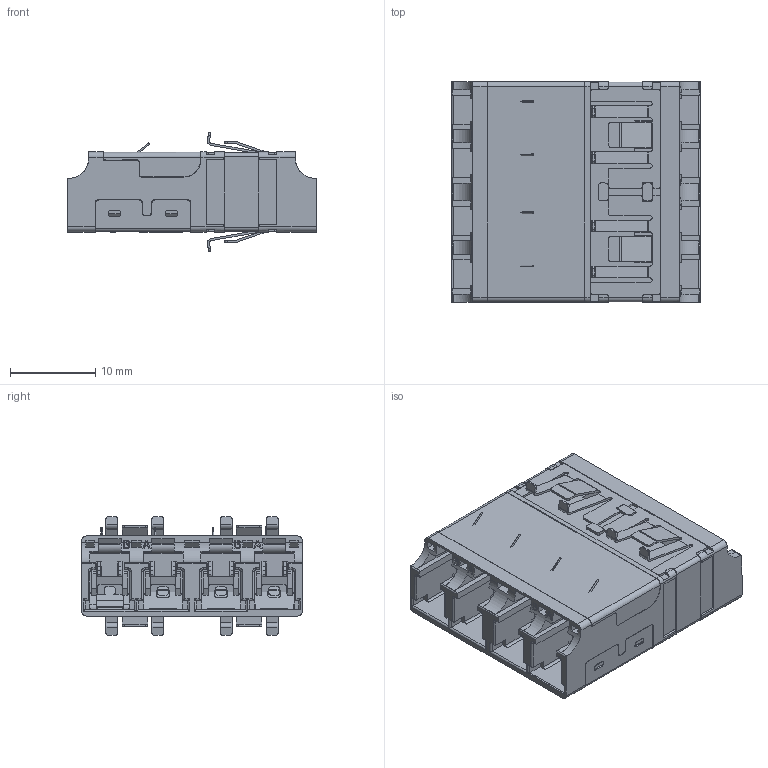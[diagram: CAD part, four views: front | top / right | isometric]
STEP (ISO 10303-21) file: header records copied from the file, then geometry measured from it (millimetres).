
FILE_DESCRIPTION (( 'STEP AP214' ), '1' );
FILE_NAME ('FOA-837-AQU_3D.step', '2023-03-08T22:41:01', ( '' ), ( '' ), 'SwSTEP 2.0', 'SolidWorks 2022', '' );
FILE_SCHEMA (( 'AUTOMOTIVE_DESIGN' ));
Length unit declared in the file: inch
Products named in the file (12): Copy of STM-0912-C LC Duplex  Slim-Pack IS Adapter Up Shutter Spring  V1.0.igs_1^Copy of STCD-0869-4 LC Quad Slim-Pack IS Adapter with Vertical Stable Spring V14.igs_FOA-837-AQU; FOA-837-AQU_3D; Copy of STM-0911 LC Quad Slim-Pack Adapter Down Base2018.12.03.igs^Copy of STCD-0869-4 LC Quad Slim-Pack IS Adapter with Vertical Stable Spring V14.igs_FOA-837-AQU; Copy of STS-0396  Quad internal shutter shaft  V1.0.igs^Copy of STCD-0869-4 LC Quad Slim-Pack IS Adapter with Vertical Stable Spring V14.igs_FOA-837-AQU; Copy of STM-0857-2 Down Shutter Plate Spring 2018.12.03 ï¼ˆR2.0).igs_1^Copy of STCD-0869-4 LC Quad Slim-Pack IS Adapter with Vertical Stable Spring V14.igs_FOA-837-AQU; Copy of STM-0901 LC Quad Slim-Pack Internal Shutter Adapter Housing2018.12.12.igs^Copy of STCD-0869-4 LC Quad Slim-Pack IS Adapter with Vertical Stable Spring V14.igs_FOA-837-AQU; Copy of FOP-0250 Split Sleeve.igs_1^Copy of STCD-0869-4 LC Quad Slim-Pack IS Adapter with Vertical Stable Spring V14.igs_FOA-837-AQU; Copy of STCD-0869-4 LC Quad Slim-Pack IS Adapter with Vertical Stable Spring V14.igs^FOA-837-AQU; Copy of STM-0907 LC Quad Slim-pack Adapter Up Base V1.2.igs^Copy of STCD-0869-4 LC Quad Slim-Pack IS Adapter with Vertical Stable Spring V14.igs_FOA-837-AQU; Copy of STM-0909 LC Duplex (Quad) Slim-Pack Adapter Down Shutter2018.12.03.igs_1^Copy of STCD-0869-4 LC Quad Slim-Pack IS Adapter with Vertical Stable Spring V14.igs_FOA-837-AQU; Copy of STM-0898 LC Duplex (Quad) Slim-Pack Adapter Vertical Stable V2.1.igs^Copy of STCD-0869-4 LC Quad Slim-Pack IS Adapter with Vertical Stable Spring V14.igs_FOA-837-AQU; Copy of STM-0908  LC Duplex (Quad) Slim-Pack Adapter Up Shutter2018.12.03.igs_1^Copy of STCD-0869-4 LC Quad Slim-Pack IS Adapter with Vertical Stable Spring V14.igs_FOA-837-AQU
Assembly tree (25 placements, depth 3):
  FOA-837-AQU_3D
    Copy of STCD-0869-4 LC Quad Slim-Pack IS Adapter with Vertical Stable Spring V14.igs^FOA-837-AQU
      Copy of STS-0396  Quad internal shutter shaft  V1.0.igs^Copy of STCD-0869-4 LC Quad Slim-Pack IS Adapter with Vertical Stable Spring V14.igs_FOA-837-AQU
      Copy of STM-0908  LC Duplex (Quad) Slim-Pack Adapter Up Shutter2018.12.03.igs_1^Copy of STCD-0869-4 LC Quad Slim-Pack IS Adapter with Vertical Stable Spring V14.igs_FOA-837-AQU  x4
      Copy of STM-0909 LC Duplex (Quad) Slim-Pack Adapter Down Shutter2018.12.03.igs_1^Copy of STCD-0869-4 LC Quad Slim-Pack IS Adapter with Vertical Stable Spring V14.igs_FOA-837-AQU  x4
      Copy of STM-0857-2 Down Shutter Plate Spring 2018.12.03 ï¼ˆR2.0).igs_1^Copy of STCD-0869-4 LC Quad Slim-Pack IS Adapter with Vertical Stable Spring V14.igs_FOA-837-AQU  x2
      Copy of STM-0911 LC Quad Slim-Pack Adapter Down Base2018.12.03.igs^Copy of STCD-0869-4 LC Quad Slim-Pack IS Adapter with Vertical Stable Spring V14.igs_FOA-837-AQU
      Copy of FOP-0250 Split Sleeve.igs_1^Copy of STCD-0869-4 LC Quad Slim-Pack IS Adapter with Vertical Stable Spring V14.igs_FOA-837-AQU  x4
      Copy of STM-0901 LC Quad Slim-Pack Internal Shutter Adapter Housing2018.12.12.igs^Copy of STCD-0869-4 LC Quad Slim-Pack IS Adapter with Vertical Stable Spring V14.igs_FOA-837-AQU
      Copy of STM-0907 LC Quad Slim-pack Adapter Up Base V1.2.igs^Copy of STCD-0869-4 LC Quad Slim-Pack IS Adapter with Vertical Stable Spring V14.igs_FOA-837-AQU
      Copy of STM-0898 LC Duplex (Quad) Slim-Pack Adapter Vertical Stable V2.1.igs^Copy of STCD-0869-4 LC Quad Slim-Pack IS Adapter with Vertical Stable Spring V14.igs_FOA-837-AQU  x2
      Copy of STM-0912-C LC Duplex  Slim-Pack IS Adapter Up Shutter Spring  V1.0.igs_1^Copy of STCD-0869-4 LC Quad Slim-Pack IS Adapter with Vertical Stable Spring V14.igs_FOA-837-AQU  x4
Bounding box: 29.2 x 25.9 x 13.96 mm (x, y, z)
Volume: 2966.1 mm3; surface area: 8697.3 mm2
Topology: 24 solids, 24 shells, 2741 faces, 7478 edges, 4777 vertices
Faces by surface type: plane 1375, cylinder 938, torus 196, bspline 126, cone 76, sphere 30
Entity records: 65321 total; most frequent: CARTESIAN_POINT 17075, ORIENTED_EDGE 10412, DIRECTION 9475, EDGE_CURVE 5206, VECTOR 3547, LINE 3547, VERTEX_POINT 3360, AXIS2_PLACEMENT_3D 2964
